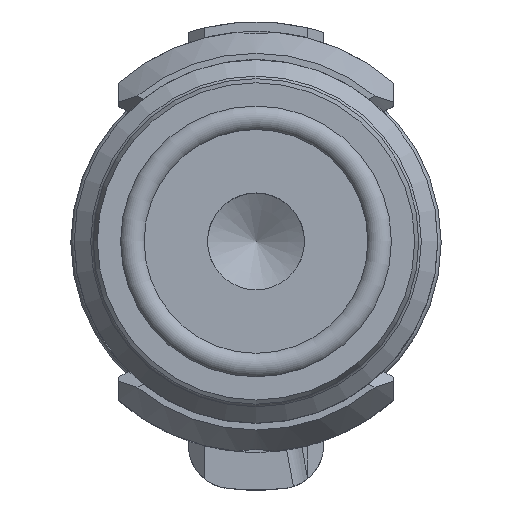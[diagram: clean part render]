
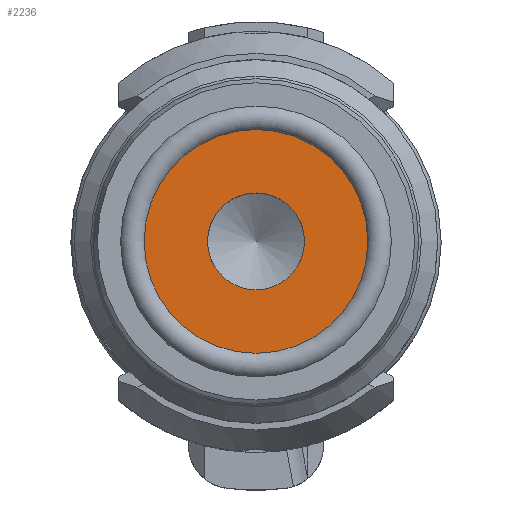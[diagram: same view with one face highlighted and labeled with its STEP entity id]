
A CAD part, top view. The second image highlights one B-rep face of the part: STEP entity #2236.
In plain terms, the highlighted planar face has unit normal (0, 0, 1).
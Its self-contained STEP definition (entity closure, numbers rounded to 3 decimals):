
#172=PLANE('',#2396);
#239=CIRCLE('',#2397,4.4);
#240=CIRCLE('',#2398,10.156);
#449=VERTEX_POINT('',#3000);
#450=VERTEX_POINT('',#3002);
#451=VERTEX_POINT('',#3003);
#951=EDGE_CURVE('',#449,#449,#239,.T.);
#952=EDGE_CURVE('',#450,#451,#240,.T.);
#953=EDGE_CURVE('',#451,#450,#240,.T.);
#1379=ORIENTED_EDGE('',*,*,#951,.T.);
#1380=ORIENTED_EDGE('',*,*,#952,.F.);
#1381=ORIENTED_EDGE('',*,*,#953,.F.);
#1952=EDGE_LOOP('',(#1379));
#1953=EDGE_LOOP('',(#1380,#1381));
#2096=FACE_BOUND('',#1952,.T.);
#2097=FACE_BOUND('',#1953,.T.);
#2236=ADVANCED_FACE('',(#2096,#2097),#172,.F.);
#2396=AXIS2_PLACEMENT_3D('',#2998,#4219,$);
#2397=AXIS2_PLACEMENT_3D('',#2999,#4220,#4221);
#2398=AXIS2_PLACEMENT_3D('',#3001,#4222,#4223);
#2998=CARTESIAN_POINT('',(0.,0.,0.));
#2999=CARTESIAN_POINT('',(0.,0.,0.));
#3000=CARTESIAN_POINT('',(-4.4,0.,0.));
#3001=CARTESIAN_POINT('',(0.,0.,0.));
#3002=CARTESIAN_POINT('',(0.,10.156,0.));
#3003=CARTESIAN_POINT('',(10.156,0.,0.));
#4219=DIRECTION('',(0.,0.,-1.));
#4220=DIRECTION('',(0.,0.,-1.));
#4221=DIRECTION('',(-4.4,0.,0.));
#4222=DIRECTION('',(0.,0.,-1.));
#4223=DIRECTION('',(10.156,0.,0.));
